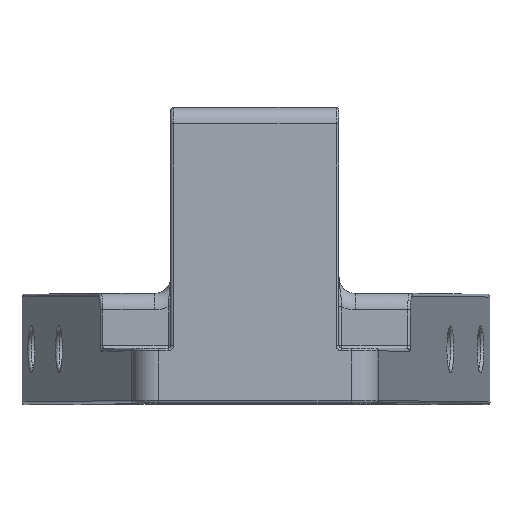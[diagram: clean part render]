
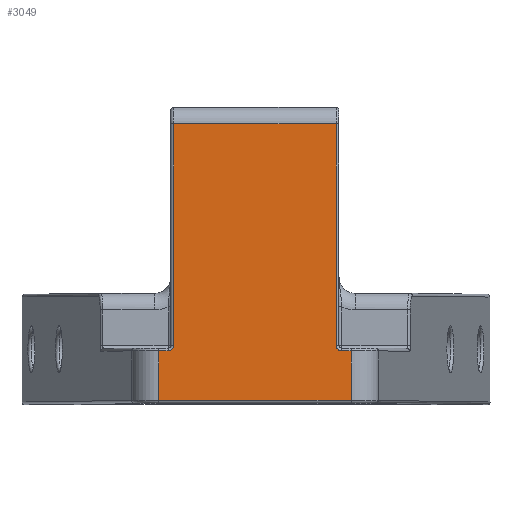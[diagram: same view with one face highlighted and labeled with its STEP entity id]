
A CAD part, top view. The second image highlights one B-rep face of the part: STEP entity #3049.
In plain terms, the highlighted planar face has unit normal (0, 0, 1).
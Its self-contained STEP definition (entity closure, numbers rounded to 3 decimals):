
#92=PLANE('',#3481);
#342=FACE_OUTER_BOUND('',#558,.T.);
#558=EDGE_LOOP('',(#2668,#2669,#2670,#2671,#2672,#2673,#2674,#2675,#2676,
#2677));
#730=LINE('',#5820,#898);
#736=LINE('',#5906,#904);
#737=LINE('',#5910,#905);
#748=LINE('',#6057,#916);
#767=LINE('',#6138,#935);
#779=LINE('',#6204,#947);
#786=LINE('',#6234,#954);
#787=LINE('',#6236,#955);
#898=VECTOR('',#4151,10.);
#904=VECTOR('',#4231,10.);
#905=VECTOR('',#4236,10.);
#916=VECTOR('',#4299,10.);
#935=VECTOR('',#4368,10.);
#947=VECTOR('',#4406,10.);
#954=VECTOR('',#4449,10.);
#955=VECTOR('',#4452,10.);
#1120=CIRCLE('',#3349,1.);
#1145=CIRCLE('',#3388,1.);
#1378=VERTEX_POINT('',#5772);
#1379=VERTEX_POINT('',#5773);
#1385=VERTEX_POINT('',#5816);
#1400=VERTEX_POINT('',#5889);
#1401=VERTEX_POINT('',#5891);
#1403=VERTEX_POINT('',#5899);
#1405=VERTEX_POINT('',#5908);
#1415=VERTEX_POINT('',#6049);
#1417=VERTEX_POINT('',#6055);
#1429=VERTEX_POINT('',#6136);
#1737=EDGE_CURVE('',#1378,#1379,#1120,.T.);
#1749=EDGE_CURVE('',#1379,#1385,#730,.T.);
#1773=EDGE_CURVE('',#1400,#1401,#1145,.T.);
#1781=EDGE_CURVE('',#1403,#1400,#736,.T.);
#1783=EDGE_CURVE('',#1401,#1405,#737,.T.);
#1810=EDGE_CURVE('',#1417,#1415,#748,.T.);
#1841=EDGE_CURVE('',#1429,#1378,#767,.T.);
#1860=EDGE_CURVE('',#1385,#1417,#779,.T.);
#1874=EDGE_CURVE('',#1405,#1429,#786,.T.);
#1875=EDGE_CURVE('',#1415,#1403,#787,.T.);
#2668=ORIENTED_EDGE('',*,*,#1781,.F.);
#2669=ORIENTED_EDGE('',*,*,#1875,.F.);
#2670=ORIENTED_EDGE('',*,*,#1810,.F.);
#2671=ORIENTED_EDGE('',*,*,#1860,.F.);
#2672=ORIENTED_EDGE('',*,*,#1749,.F.);
#2673=ORIENTED_EDGE('',*,*,#1737,.F.);
#2674=ORIENTED_EDGE('',*,*,#1841,.F.);
#2675=ORIENTED_EDGE('',*,*,#1874,.F.);
#2676=ORIENTED_EDGE('',*,*,#1783,.F.);
#2677=ORIENTED_EDGE('',*,*,#1773,.F.);
#3049=ADVANCED_FACE('',(#342),#92,.T.);
#3349=AXIS2_PLACEMENT_3D('',#5774,#4126,#4127);
#3388=AXIS2_PLACEMENT_3D('',#5892,#4211,#4212);
#3481=AXIS2_PLACEMENT_3D('',#6235,#4450,#4451);
#4126=DIRECTION('center_axis',(0.,0.,1.));
#4127=DIRECTION('ref_axis',(-0.707,-0.707,0.));
#4151=DIRECTION('',(1.,0.,0.));
#4211=DIRECTION('center_axis',(0.,0.,1.));
#4212=DIRECTION('ref_axis',(0.707,-0.707,0.));
#4231=DIRECTION('',(1.,0.,0.));
#4236=DIRECTION('',(0.,1.,0.));
#4299=DIRECTION('',(-1.,0.,0.));
#4368=DIRECTION('',(0.,-1.,0.));
#4406=DIRECTION('',(0.,-1.,0.));
#4449=DIRECTION('',(1.,0.,0.));
#4450=DIRECTION('center_axis',(0.,0.,1.));
#4451=DIRECTION('ref_axis',(1.,0.,0.));
#4452=DIRECTION('',(0.,1.,0.));
#5772=CARTESIAN_POINT('',(14.75,45.5,30.));
#5773=CARTESIAN_POINT('',(15.75,44.5,30.));
#5774=CARTESIAN_POINT('Origin',(15.75,45.5,30.));
#5816=CARTESIAN_POINT('',(17.433,44.5,30.));
#5820=CARTESIAN_POINT('',(-10.771,44.5,30.));
#5889=CARTESIAN_POINT('',(-15.75,44.5,30.));
#5891=CARTESIAN_POINT('',(-14.75,45.5,30.));
#5892=CARTESIAN_POINT('Origin',(-15.75,45.5,30.));
#5899=CARTESIAN_POINT('',(-17.42,44.5,30.));
#5906=CARTESIAN_POINT('',(-10.771,44.5,30.));
#5908=CARTESIAN_POINT('',(-14.75,85.65,30.));
#5910=CARTESIAN_POINT('',(-14.75,35.,30.));
#6049=CARTESIAN_POINT('',(-17.42,35.5,30.));
#6055=CARTESIAN_POINT('',(17.433,35.5,30.));
#6057=CARTESIAN_POINT('',(-10.771,35.5,30.));
#6136=CARTESIAN_POINT('',(14.75,85.65,30.));
#6138=CARTESIAN_POINT('',(14.75,35.,30.));
#6204=CARTESIAN_POINT('',(17.433,35.,30.));
#6234=CARTESIAN_POINT('',(-10.871,85.65,30.));
#6235=CARTESIAN_POINT('Origin',(-21.742,35.,30.));
#6236=CARTESIAN_POINT('',(-17.42,35.,30.));
